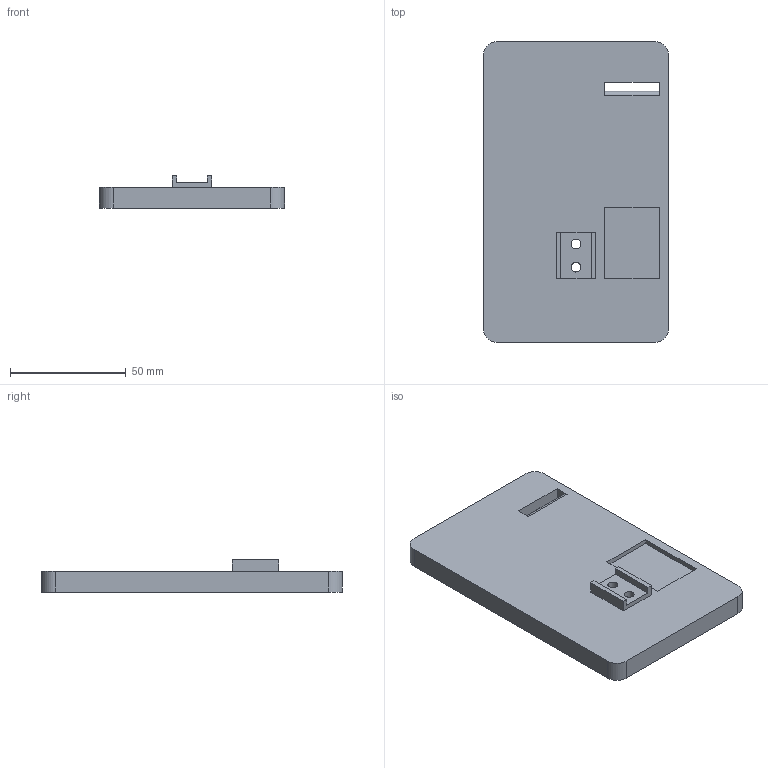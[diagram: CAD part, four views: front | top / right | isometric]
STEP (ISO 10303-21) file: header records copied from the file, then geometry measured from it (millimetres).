
FILE_DESCRIPTION(('FreeCAD Model'),'2;1');
FILE_NAME('Open CASCADE Shape Model','2024-02-08T22:16:19',(''),(''), 'Open CASCADE STEP processor 7.6','Ondsel','Unknown');
FILE_SCHEMA(('AUTOMOTIVE_DESIGN { 1 0 10303 214 1 1 1 1 }'));
Length unit declared in the file: millimetre
Products named in the file (1): Körper
Bounding box: 80 x 130 x 14 mm (x, y, z)
Volume: 91072.9 mm3; surface area: 25573.2 mm2
Topology: 1 solids, 1 shells, 37 faces, 104 edges, 70 vertices
Faces by surface type: plane 27, cylinder 8, cone 2
Full cylindrical faces by diameter (mm): 4.2 x2
Entity records: 1225 total; most frequent: CARTESIAN_POINT 212, ORIENTED_EDGE 208, DIRECTION 198, EDGE_CURVE 104, LINE 86, VECTOR 86, VERTEX_POINT 70, AXIS2_PLACEMENT_3D 56
